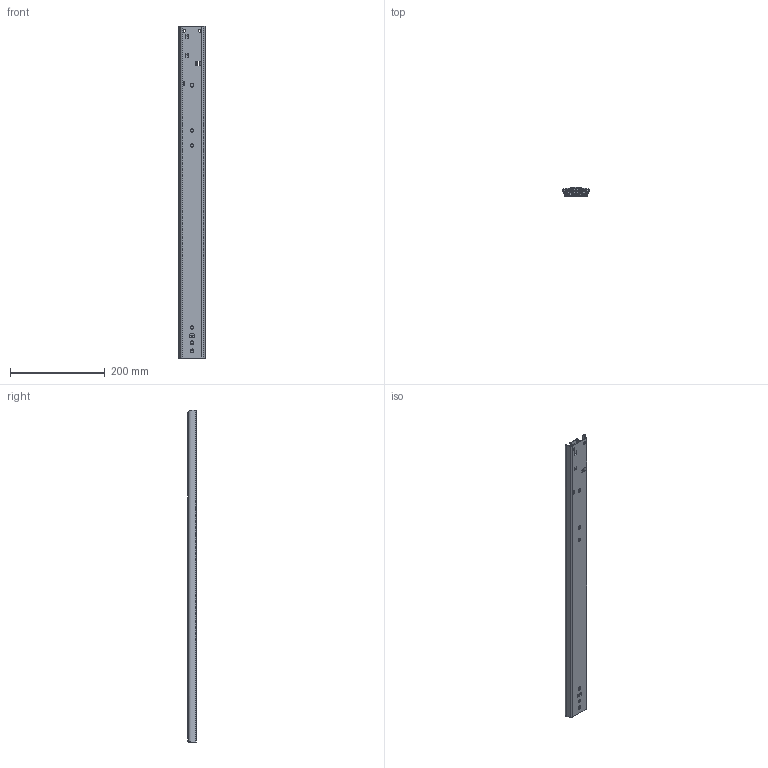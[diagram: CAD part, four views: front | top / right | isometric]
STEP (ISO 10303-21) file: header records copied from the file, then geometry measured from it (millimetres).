
FILE_DESCRIPTION(/* description */ ('Master Profielschetsen + Parameters'),/* implementation_level */ '2;1');
FILE_NAME(/* name */ '112-S88-01-in.stp',/* time_stamp */ '2015-05-01T10:59:08+02:00',/* author */ ('w.jans'),/* organization */ (''),/* preprocessor_version */ 'ST-DEVELOPER v15.6',/* originating_system */ 'Autodesk Inventor 2015',/* authorisation */ '');
FILE_SCHEMA (('AUTOMOTIVE_DESIGN { 1 0 10303 214 3 1 1 }'));
Products named in the file (14): E000017419; E000017420; E000017431; E000017421; E000017428; E000017427; E000017422; E000017430; E000017423; E000017425; E000017426; E000017424; E000017429; E000017418
Assembly tree (81 placements, depth 3):
  E000017418
    E000017419
    E000017431
      E000017420
    E000017427
      E000017421
      E000017428  x38
    E000017430
      E000017422
    E000017426
      E000017423
      E000017425  x32
    E000017429
      E000017424
Bounding box: 55.8 x 18.5 x 700 mm (x, y, z)
Volume: 244569.1 mm3; surface area: 324111.5 mm2
Topology: 75 solids, 75 shells, 1855 faces, 5659 edges, 4000 vertices
Faces by surface type: plane 891, cylinder 834, sphere 70, cone 48, bspline 12
Full cylindrical faces by diameter (mm): 4.2 x1, 5.56 x32, 6 x2, 6.35 x38, 8 x4, 11 x2
Entity records: 64445 total; most frequent: CARTESIAN_POINT 13749, DIRECTION 10798, ORIENTED_EDGE 10348, EDGE_CURVE 5174, AXIS2_PLACEMENT_3D 3766, VERTEX_POINT 3470, LINE 3266, VECTOR 3266
